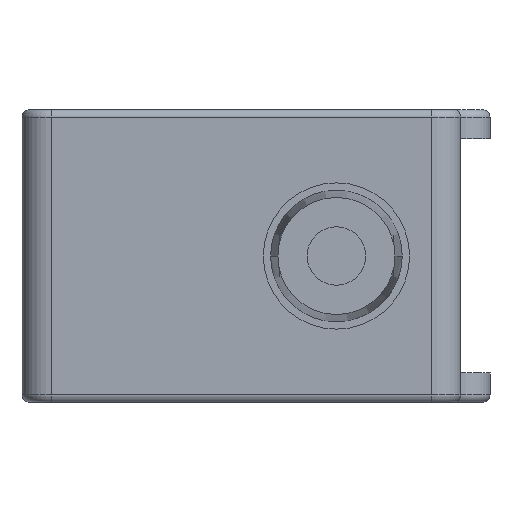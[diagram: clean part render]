
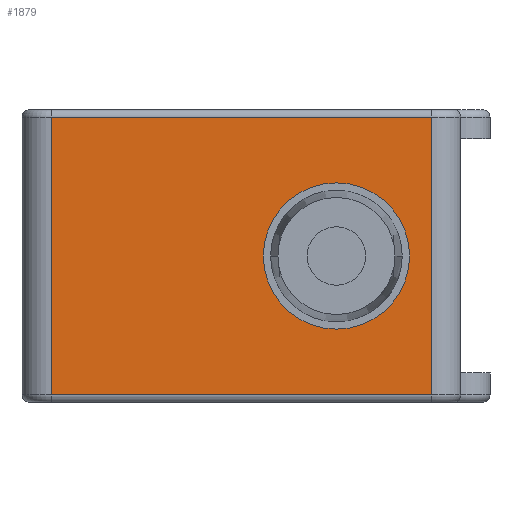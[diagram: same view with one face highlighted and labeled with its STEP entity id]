
A CAD part, left-side view. The second image highlights one B-rep face of the part: STEP entity #1879.
In plain terms, the highlighted planar face has unit normal (-1, 0, 0).
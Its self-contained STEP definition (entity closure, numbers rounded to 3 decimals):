
#699=DIRECTION('',(0.,1.,0.));
#700=VECTOR('',#699,26.);
#701=CARTESIAN_POINT('',(-68.,-13.,-9.5));
#702=LINE('',#701,#700);
#706=DIRECTION('',(0.,0.,-1.));
#707=VECTOR('',#706,19.);
#708=CARTESIAN_POINT('',(-68.,13.,9.5));
#709=LINE('',#708,#707);
#713=DIRECTION('',(0.,-1.,0.));
#714=VECTOR('',#713,26.);
#715=CARTESIAN_POINT('',(-68.,13.,9.5));
#716=LINE('',#715,#714);
#720=DIRECTION('',(0.,0.,-1.));
#721=VECTOR('',#720,19.);
#722=CARTESIAN_POINT('',(-68.,-13.,9.5));
#723=LINE('',#722,#721);
#727=CARTESIAN_POINT('',(-68.,-6.5,0.));
#728=DIRECTION('',(1.,0.,0.));
#729=DIRECTION('',(0.,1.,0.));
#730=AXIS2_PLACEMENT_3D('',#727,#728,#729);
#735=CARTESIAN_POINT('',(-68.,-6.5,0.));
#736=DIRECTION('',(1.,0.,0.));
#737=DIRECTION('',(0.,-1.,0.));
#738=AXIS2_PLACEMENT_3D('',#735,#736,#737);
#1243=CARTESIAN_POINT('',(-68.,-1.5,0.));
#1244=CARTESIAN_POINT('',(-68.,-11.5,0.));
#1245=VERTEX_POINT('',#1243);
#1246=VERTEX_POINT('',#1244);
#1281=CARTESIAN_POINT('',(-68.,-13.,-9.5));
#1282=VERTEX_POINT('',#1281);
#1285=CARTESIAN_POINT('',(-68.,13.,-9.5));
#1286=VERTEX_POINT('',#1285);
#1341=CARTESIAN_POINT('',(-68.,13.,9.5));
#1342=VERTEX_POINT('',#1341);
#1345=CARTESIAN_POINT('',(-68.,-13.,9.5));
#1346=VERTEX_POINT('',#1345);
#1861=CARTESIAN_POINT('',(-68.,15.,-10.));
#1862=DIRECTION('',(-1.,0.,0.));
#1863=DIRECTION('',(0.,-1.,0.));
#1864=AXIS2_PLACEMENT_3D('',#1861,#1862,#1863);
#1865=PLANE('',#1864);
#1866=ORIENTED_EDGE('',*,*,#1654,.T.);
#1868=ORIENTED_EDGE('',*,*,#1867,.F.);
#1869=ORIENTED_EDGE('',*,*,#1855,.T.);
#1870=ORIENTED_EDGE('',*,*,#1625,.T.);
#1871=EDGE_LOOP('',(#1866,#1868,#1869,#1870));
#1872=FACE_OUTER_BOUND('',#1871,.F.);
#1874=ORIENTED_EDGE('',*,*,#1873,.F.);
#1876=ORIENTED_EDGE('',*,*,#1875,.F.);
#1877=EDGE_LOOP('',(#1874,#1876));
#1878=FACE_BOUND('',#1877,.F.);
#1879=ADVANCED_FACE('',(#1872,#1878),#1865,.T.);
#731=CIRCLE('',#730,5.);
#739=CIRCLE('',#738,5.);
#1625=EDGE_CURVE('',#1346,#1282,#723,.T.);
#1654=EDGE_CURVE('',#1282,#1286,#702,.T.);
#1855=EDGE_CURVE('',#1342,#1346,#716,.T.);
#1867=EDGE_CURVE('',#1342,#1286,#709,.T.);
#1873=EDGE_CURVE('',#1245,#1246,#731,.T.);
#1875=EDGE_CURVE('',#1246,#1245,#739,.T.);
